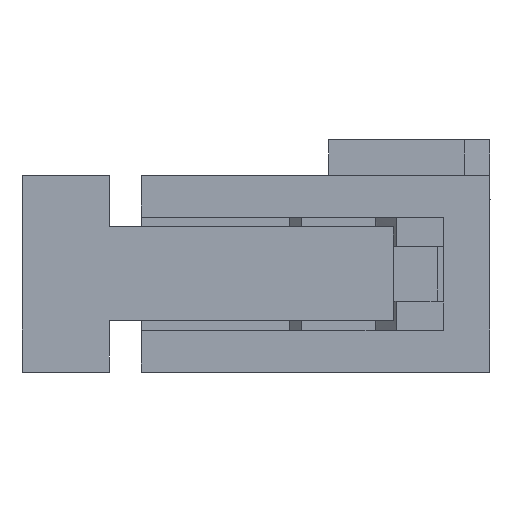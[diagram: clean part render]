
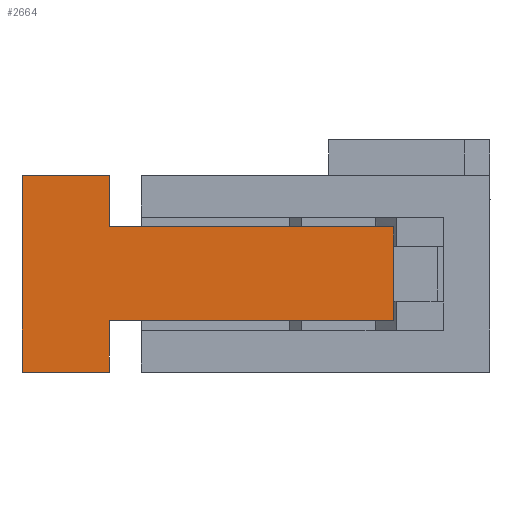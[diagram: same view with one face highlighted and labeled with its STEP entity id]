
A CAD part, left-side view. The second image highlights one B-rep face of the part: STEP entity #2664.
In plain terms, the highlighted planar face has unit normal (-1, 0, 0).
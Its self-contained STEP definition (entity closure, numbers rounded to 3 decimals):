
#2664=ADVANCED_FACE('',(#3830),#3248,.T.);
#3248=PLANE('',#14409);
#3830=FACE_OUTER_BOUND('',#4410,.T.);
#4410=EDGE_LOOP('',(#6739,#6740,#6741,#6742,#6743,#6744,#6745,#6746));
#6739=ORIENTED_EDGE('',*,*,#10447,.T.);
#6740=ORIENTED_EDGE('',*,*,#10448,.T.);
#6741=ORIENTED_EDGE('',*,*,#10445,.T.);
#6742=ORIENTED_EDGE('',*,*,#10449,.T.);
#6743=ORIENTED_EDGE('',*,*,#10450,.T.);
#6744=ORIENTED_EDGE('',*,*,#10365,.T.);
#6745=ORIENTED_EDGE('',*,*,#10451,.F.);
#6746=ORIENTED_EDGE('',*,*,#10364,.T.);
#8839=VERTEX_POINT('',#20033);
#8840=VERTEX_POINT('',#20035);
#8841=VERTEX_POINT('',#20039);
#8842=VERTEX_POINT('',#20040);
#8897=VERTEX_POINT('',#20209);
#8898=VERTEX_POINT('',#20211);
#8899=VERTEX_POINT('',#20215);
#8900=VERTEX_POINT('',#20218);
#10364=EDGE_CURVE('',#8839,#8840,#11998,.T.);
#10365=EDGE_CURVE('',#8841,#8842,#11999,.T.);
#10445=EDGE_CURVE('',#8898,#8897,#12075,.T.);
#10447=EDGE_CURVE('',#8840,#8899,#12077,.T.);
#10448=EDGE_CURVE('',#8899,#8898,#12078,.T.);
#10449=EDGE_CURVE('',#8897,#8900,#12079,.T.);
#10450=EDGE_CURVE('',#8900,#8841,#12080,.T.);
#10451=EDGE_CURVE('',#8839,#8842,#12081,.T.);
#11998=LINE('',#20036,#13614);
#11999=LINE('',#20038,#13615);
#12075=LINE('',#20210,#13691);
#12077=LINE('',#20214,#13693);
#12078=LINE('',#20216,#13694);
#12079=LINE('',#20217,#13695);
#12080=LINE('',#20219,#13696);
#12081=LINE('',#20220,#13697);
#13614=VECTOR('',#16803,1.);
#13615=VECTOR('',#16806,1.);
#13691=VECTOR('',#16928,1.);
#13693=VECTOR('',#16932,1.);
#13694=VECTOR('',#16933,1.);
#13695=VECTOR('',#16934,1.);
#13696=VECTOR('',#16935,1.);
#13697=VECTOR('',#16936,1.);
#14409=AXIS2_PLACEMENT_3D('',#20221,#16937,#16938);
#16803=DIRECTION('',(0.,-1.,0.));
#16806=DIRECTION('',(0.,1.,0.));
#16928=DIRECTION('',(0.,0.,1.));
#16932=DIRECTION('',(0.,0.,1.));
#16933=DIRECTION('',(0.,-1.,0.));
#16934=DIRECTION('',(0.,1.,0.));
#16935=DIRECTION('',(0.,0.,1.));
#16936=DIRECTION('',(0.,0.,1.));
#16937=DIRECTION('',(-1.,0.,0.));
#16938=DIRECTION('',(0.,-1.,0.));
#20033=CARTESIAN_POINT('',(0.,14.5,0.));
#20035=CARTESIAN_POINT('',(0.,11.79,0.));
#20036=CARTESIAN_POINT('',(0.,14.5,0.));
#20038=CARTESIAN_POINT('',(0.,11.79,6.1));
#20039=CARTESIAN_POINT('',(0.,11.79,6.1));
#20040=CARTESIAN_POINT('',(0.,14.5,6.1));
#20209=CARTESIAN_POINT('',(0.,2.99,4.5));
#20210=CARTESIAN_POINT('',(0.,2.99,1.6));
#20211=CARTESIAN_POINT('',(0.,2.99,1.6));
#20214=CARTESIAN_POINT('',(0.,11.79,0.));
#20215=CARTESIAN_POINT('',(0.,11.79,1.6));
#20216=CARTESIAN_POINT('',(0.,11.79,1.6));
#20217=CARTESIAN_POINT('',(0.,2.99,4.5));
#20218=CARTESIAN_POINT('',(0.,11.79,4.5));
#20219=CARTESIAN_POINT('',(0.,11.79,4.5));
#20220=CARTESIAN_POINT('',(0.,14.5,0.));
#20221=CARTESIAN_POINT('',(0.,14.7,-0.2));
